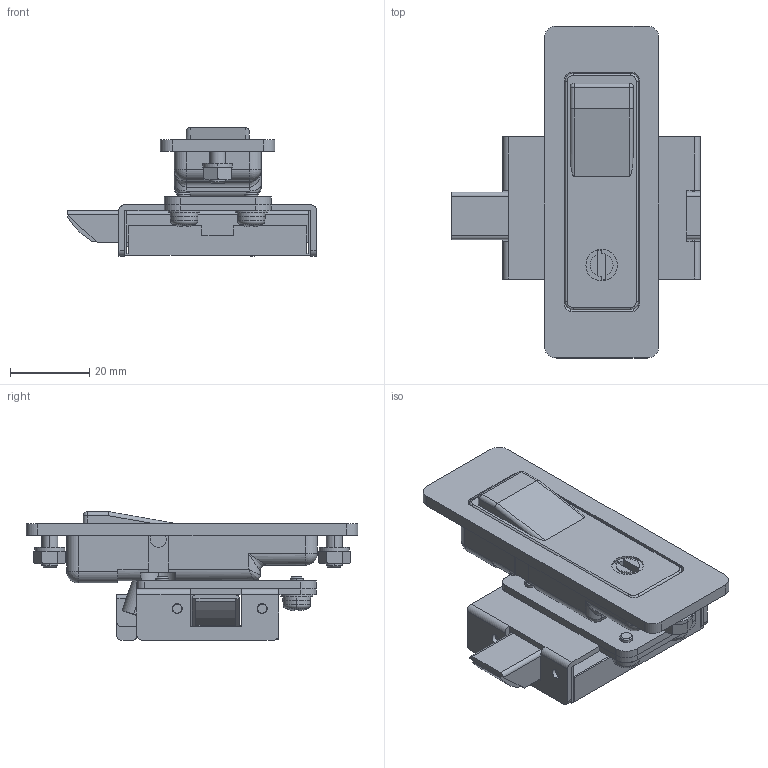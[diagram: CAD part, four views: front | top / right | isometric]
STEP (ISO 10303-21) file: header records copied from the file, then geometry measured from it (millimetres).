
FILE_DESCRIPTION (( 'STEP AP203' ), '1' );
FILE_NAME ('A-1750-3-1R.STEP', '2021-06-23T04:55:53', ( '' ), ( '' ), 'SwSTEP 2.0', 'SolidWorks 2018', '' );
FILE_SCHEMA (( 'CONFIG_CONTROL_DESIGN' ));
Length unit declared in the file: millimetre
Products named in the file (20): A-1750-3-1R_latch case_; A-1750-3-1R_stopper plate base_; A-1750-3-1R_handle panel_; A-1750-3-1R; A-1750-3-1R_hex nut_ver1.05__M4ナット(SUS)1種_呼び径基準; A-1750-3-1R_handle_; A-1750-3-1R_handle Assy_; A-1750-3-1R_latch Assy_; A-1750-3-1R_body panel__Assy—p; A-1750-3-1R_latch_; A-1750-3-1R_shaft pin_; A-1750-3-1R_body_; A-1750-3-1R_latch cover_; A-1750-3-1R_latch lid_; A-1750-3-1R_lock unit_; A-1750-3-1R_spring lock washer_ver1.01__M4偽偹嵗嬥(SUS); A-1750-3-1R_body Assy_; A-1750-3-1R_handle boss_; A-1750-3-1R_latch cover Assy_; A-1750-3-1R_cross-recessed head machine screw_ver1.05__M4x6十字穴付なべ小ねじ(SUS)ダブルセムス小形(P4)旧JIS
Assembly tree (23 placements, depth 3):
  A-1750-3-1R
    A-1750-3-1R_body Assy_
      A-1750-3-1R_body_
      A-1750-3-1R_body panel__Assy—p
    A-1750-3-1R_handle Assy_
      A-1750-3-1R_handle panel_
      A-1750-3-1R_handle_
      A-1750-3-1R_handle boss_
      A-1750-3-1R_lock unit_
    A-1750-3-1R_shaft pin_
    A-1750-3-1R_latch Assy_
      A-1750-3-1R_latch case_
      A-1750-3-1R_latch_
    A-1750-3-1R_latch cover Assy_
      A-1750-3-1R_latch cover_
      A-1750-3-1R_latch lid_
    A-1750-3-1R_stopper plate base_
    A-1750-3-1R_hex nut_ver1.05__M4ナット(SUS)1種_呼び径基準  x2
    A-1750-3-1R_spring lock washer_ver1.01__M4偽偹嵗嬥(SUS)  x2
    A-1750-3-1R_cross-recessed head machine screw_ver1.05__M4x6十字穴付なべ小ねじ(SUS)ダブルセムス小形(P4)旧JIS  x3
Bounding box: 63 x 84 x 32.5 mm (x, y, z)
Volume: 21793.3 mm3; surface area: 40360.6 mm2
Topology: 19 solids, 19 shells, 771 faces, 1943 edges, 1202 vertices
Faces by surface type: plane 361, cylinder 308, cone 36, sphere 36, torus 22, bspline 8
Entity records: 22072 total; most frequent: CARTESIAN_POINT 3930, DIRECTION 3484, ORIENTED_EDGE 3230, EDGE_CURVE 1615, AXIS2_PLACEMENT_3D 1250, VERTEX_POINT 1012, LINE 984, VECTOR 984
